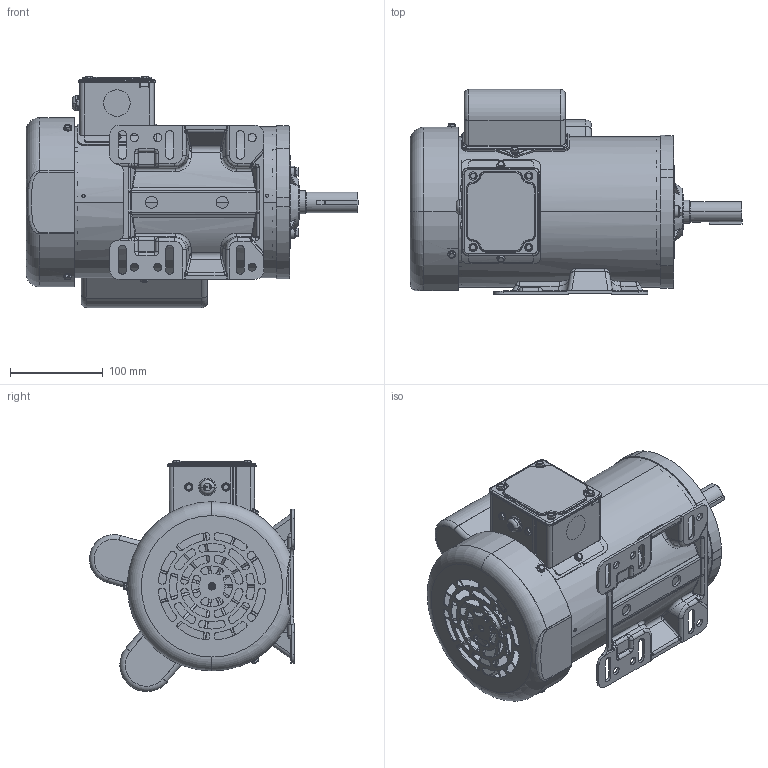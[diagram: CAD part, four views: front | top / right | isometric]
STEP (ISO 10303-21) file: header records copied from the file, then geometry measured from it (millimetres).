
FILE_DESCRIPTION (( 'STEP AP203' ), '1' );
FILE_NAME ('FM2-18-56HZ.STEP', '2018-06-27T07:03:05', ( '' ), ( '' ), 'SwSTEP 2.0', 'SolidWorks 2016', '' );
FILE_SCHEMA (( 'CONFIG_CONTROL_DESIGN' ));
Length unit declared in the file: millimetre
Products named in the file (36): N56-ShaftHead-FM_NL56G  6205粣創; hex washer screw_ai_IN-HWMS 0.164-32x0.25x0.25-N; serrated lock washers external teeth gb_GB_LOCK_WASHERS_TYPE4 5; NL56House-FM_218; N56-1#电容罩密封垫弯曲-FM; N56-1#电容罩-FM; circlips for shaft--type a large gb_GB_CONNECTING_PIECE_RING_RRA 14; radial ball bearing_68_skf_SKF - 6203 - 10,SI,NC,10_68; 美标长螺栓_No.8-32   ×8; N56-2#电容罩密封垫弯曲-FM; N56H 菁褐_56H; NC,NL56Rotor-FM_4P-110; machine screw nut hex_ai_MSHXNUT 0.164-32-D-N; NC NL56蛌粣-FM_339; N56手动热保护器帽; N56諉盄碟裔菜; NL56HFrame-FM_218; N56綴傷裔-FM; N56-ShaftTail-FM; NL56HStator-FM_218; N56接线盒-FM_手动热保; N56前端盖(6205)-FM; N56堤盄碟裔; FM2-18-56HZ; hex washer screw_ai_IN-HWMS 0.19-32x0.3125x0.3125-N; hex washer screw_ai_IN-HWMS 0.164-32x0.3125x0.3125-N; 热保护器支架; N56-2#电容罩-FM; ˦ˮȦ(15X27)-FM; N56諉盄碟釱菜; N56瑞欶-FM; N56出线盒座_手动热保; hex washer screw_ai_IN-HWMS 0.19-24x1x1-N; square key_ai_Key B17.1 0.1875x0.1875x1.38; 美标长螺栓_No.8-32   ×30; N56瑞圮-FM
Assembly tree (48 placements, depth 4):
  FM2-18-56HZ
    N56接线盒-FM_手动热保
      N56出线盒座_手动热保
      N56堤盄碟裔
      N56諉盄碟釱菜
      N56諉盄碟裔菜
      美标长螺栓_No.8-32   ×8  x4
      热保护器支架
      N56手动热保护器帽
      美标长螺栓_No.8-32   ×30  x2
      machine screw nut hex_ai_MSHXNUT 0.164-32-D-N  x2
    N56瑞圮-FM
    N56瑞欶-FM
    NC,NL56Rotor-FM_4P-110
      NC NL56蛌粣-FM_339
        N56-ShaftTail-FM
        N56-ShaftHead-FM_NL56G  6205粣創
    radial ball bearing_68_skf_SKF - 6203 - 10,SI,NC,10_68
    N56綴傷裔-FM
    N56-1#电容罩-FM
    N56-1#电容罩密封垫弯曲-FM
    circlips for shaft--type a large gb_GB_CONNECTING_PIECE_RING_RRA 14
    hex washer screw_ai_IN-HWMS 0.164-32x0.3125x0.3125-N  x6
    hex washer screw_ai_IN-HWMS 0.164-32x0.25x0.25-N  x3
    square key_ai_Key B17.1 0.1875x0.1875x1.38
    N56-2#电容罩-FM
    N56-2#电容罩密封垫弯曲-FM
    NL56HStator-FM_218
      NL56HFrame-FM_218
        NL56House-FM_218
    hex washer screw_ai_IN-HWMS 0.19-32x0.3125x0.3125-N
    serrated lock washers external teeth gb_GB_LOCK_WASHERS_TYPE4 5
    N56H 菁褐_56H
    N56前端盖(6205)-FM
    hex washer screw_ai_IN-HWMS 0.19-24x1x1-N  x2
    ˦ˮȦ(15X27)-FM
Bounding box: 357.85 x 220.81 x 249.31 mm (x, y, z)
Volume: 874812.7 mm3; surface area: 809037.1 mm2
Topology: 47 solids, 47 shells, 3363 faces, 8474 edges, 5238 vertices
Faces by surface type: cylinder 1073, plane 1058, bspline 721, cone 231, torus 172, sphere 108
Entity records: 131422 total; most frequent: CARTESIAN_POINT 58504, ORIENTED_EDGE 15530, DIRECTION 12876, EDGE_CURVE 7765, AXIS2_PLACEMENT_3D 5011, VERTEX_POINT 4842, EDGE_LOOP 3359, ADVANCED_FACE 3059
